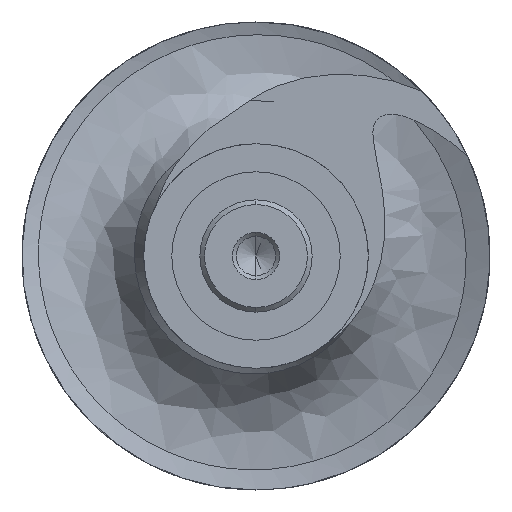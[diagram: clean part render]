
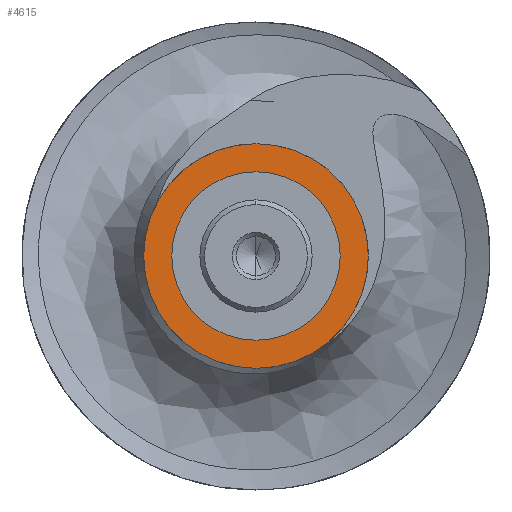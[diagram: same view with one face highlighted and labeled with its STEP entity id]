
A CAD part, left-side view. The second image highlights one B-rep face of the part: STEP entity #4615.
In plain terms, the highlighted planar face has unit normal (-1, 0, 0).
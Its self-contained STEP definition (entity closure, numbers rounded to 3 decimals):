
#130 = CIRCLE ( 'NONE', #3724, 9. ) ;
#194 = VERTEX_POINT ( 'NONE', #1755 ) ;
#284 = EDGE_CURVE ( 'NONE', #1932, #194, #130, .T. ) ;
#490 = FACE_OUTER_BOUND ( 'NONE', #2038, .T. ) ;
#545 = CARTESIAN_POINT ( 'NONE',  ( -3., 0., -9. ) ) ;
#716 = DIRECTION ( 'NONE',  ( -1., 0., 0. ) ) ;
#1187 = CARTESIAN_POINT ( 'NONE',  ( -3., 0., 0. ) ) ;
#1304 = CIRCLE ( 'NONE', #5514, 12. ) ;
#1475 = DIRECTION ( 'NONE',  ( -1., 0., 0. ) ) ;
#1755 = CARTESIAN_POINT ( 'NONE',  ( -3., 0., 9. ) ) ;
#1932 = VERTEX_POINT ( 'NONE', #545 ) ;
#1946 = ORIENTED_EDGE ( 'NONE', *, *, #5324, .F. ) ;
#2038 = EDGE_LOOP ( 'NONE', ( #4646, #2293 ) ) ;
#2107 = VERTEX_POINT ( 'NONE', #2840 ) ;
#2293 = ORIENTED_EDGE ( 'NONE', *, *, #3510, .T. ) ;
#2390 = FACE_BOUND ( 'NONE', #5100, .T. ) ;
#2538 = AXIS2_PLACEMENT_3D ( 'NONE', #4942, #1475, #5527 ) ;
#2840 = CARTESIAN_POINT ( 'NONE',  ( -3., 0., 12. ) ) ;
#2953 = DIRECTION ( 'NONE',  ( -1., 0., 0. ) ) ;
#2975 = CARTESIAN_POINT ( 'NONE',  ( -3., 0., 0. ) ) ;
#2980 = CARTESIAN_POINT ( 'NONE',  ( -3., 0., -12. ) ) ;
#3351 = CARTESIAN_POINT ( 'NONE',  ( -3., 0., 0. ) ) ;
#3510 = EDGE_CURVE ( 'NONE', #2107, #5710, #1304, .T. ) ;
#3568 = DIRECTION ( 'NONE',  ( 0., 0., 1. ) ) ;
#3724 = AXIS2_PLACEMENT_3D ( 'NONE', #7080, #716, #5328 ) ;
#3935 = DIRECTION ( 'NONE',  ( 0., 0., 1. ) ) ;
#4010 = CIRCLE ( 'NONE', #6386, 12. ) ;
#4615 = ADVANCED_FACE ( 'NONE', ( #2390, #490 ), #5856, .T. ) ;
#4646 = ORIENTED_EDGE ( 'NONE', *, *, #6248, .T. ) ;
#4942 = CARTESIAN_POINT ( 'NONE',  ( -3., 0., 0. ) ) ;
#5100 = EDGE_LOOP ( 'NONE', ( #5657, #1946 ) ) ;
#5324 = EDGE_CURVE ( 'NONE', #194, #1932, #5739, .T. ) ;
#5328 = DIRECTION ( 'NONE',  ( 0., 0., 1. ) ) ;
#5514 = AXIS2_PLACEMENT_3D ( 'NONE', #2975, #7048, #3568 ) ;
#5527 = DIRECTION ( 'NONE',  ( 0., 0., 1. ) ) ;
#5657 = ORIENTED_EDGE ( 'NONE', *, *, #284, .F. ) ;
#5710 = VERTEX_POINT ( 'NONE', #2980 ) ;
#5739 = CIRCLE ( 'NONE', #2538, 9. ) ;
#5747 = AXIS2_PLACEMENT_3D ( 'NONE', #1187, #2953, #7021 ) ;
#5856 = PLANE ( 'NONE',  #5747 ) ;
#6248 = EDGE_CURVE ( 'NONE', #5710, #2107, #4010, .T. ) ;
#6386 = AXIS2_PLACEMENT_3D ( 'NONE', #3351, #7421, #3935 ) ;
#7021 = DIRECTION ( 'NONE',  ( 0., 0., 1. ) ) ;
#7048 = DIRECTION ( 'NONE',  ( -1., 0., 0. ) ) ;
#7080 = CARTESIAN_POINT ( 'NONE',  ( -3., 0., 0. ) ) ;
#7421 = DIRECTION ( 'NONE',  ( -1., 0., 0. ) ) ;
